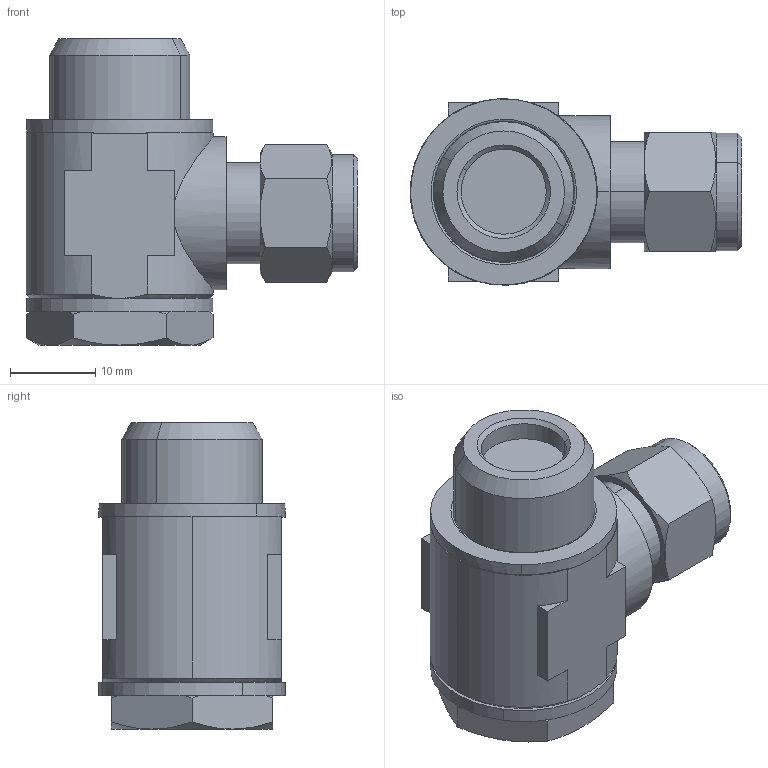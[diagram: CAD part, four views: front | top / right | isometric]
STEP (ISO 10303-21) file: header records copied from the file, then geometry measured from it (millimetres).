
FILE_DESCRIPTION (( 'STEP AP214' ), '1' );
FILE_NAME ('1055000006.step', '2013-02-25T17:18:18', ( '' ), ( '' ), 'SwSTEP 2.0', 'SolidWorks 2012', '' );
FILE_SCHEMA (( 'AUTOMOTIVE_DESIGN' ));
Length unit declared in the file: millimetre
Products named in the file (1): 1055000006
Bounding box: 39 x 21.9 x 36 mm (x, y, z)
Volume: 14444.3 mm3; surface area: 4258.4 mm2
Topology: 1 solids, 2 shells, 106 faces, 258 edges, 163 vertices
Faces by surface type: plane 40, cone 38, cylinder 26, torus 2
Entity records: 3385 total; most frequent: CARTESIAN_POINT 878, DIRECTION 521, ORIENTED_EDGE 516, EDGE_CURVE 258, AXIS2_PLACEMENT_3D 212, VERTEX_POINT 163, EDGE_LOOP 115, FACE_OUTER_BOUND 106
